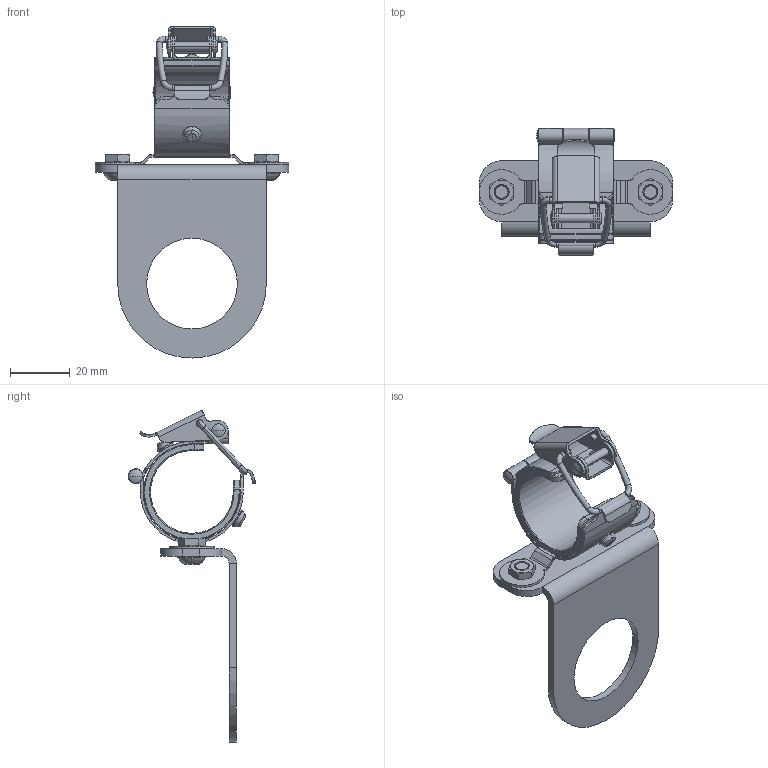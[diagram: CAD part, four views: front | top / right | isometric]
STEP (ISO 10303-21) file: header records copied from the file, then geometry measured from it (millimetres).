
FILE_DESCRIPTION((''),'2;1');
FILE_NAME('214254_ASM','2019-10-02T14:14:19',('pdmadmin'),('BANNER ENGINEERING'),'CREO PARAMETRIC BY PTC INC, 2018300','CREO PARAMETRIC BY PTC INC, 2018300','');
FILE_SCHEMA(('CONFIG_CONTROL_DESIGN'));
Products named in the file (12): 205946; 205947; 206472; 206473; KBOIE_SS_RIVET_M3X25; KBOIE_SS_RIVET_M3X16; 206527_ASM; KBOIE_206474; 211401; BHCS_M5X6; 33766; 214254_ASM
Assembly tree (13 placements, depth 3):
  214254_ASM
    206527_ASM
      205946
      205947
      206472
      206473
      KBOIE_SS_RIVET_M3X25
      KBOIE_SS_RIVET_M3X16
    KBOIE_206474
    211401
    BHCS_M5X6  x2
    33766  x2
Bounding box: 65 x 42.78 x 111.61 mm (x, y, z)
Volume: 17684.1 mm3; surface area: 22090.8 mm2
Topology: 12 solids, 12 shells, 506 faces, 1148 edges, 668 vertices
Faces by surface type: plane 186, cylinder 169, cone 84, torus 36, bspline 23, sphere 8
Entity records: 13988 total; most frequent: CARTESIAN_POINT 4010, DIRECTION 2136, ORIENTED_EDGE 1960, EDGE_CURVE 980, AXIS2_PLACEMENT_3D 826, VERTEX_POINT 576, VECTOR 484, LINE 484
